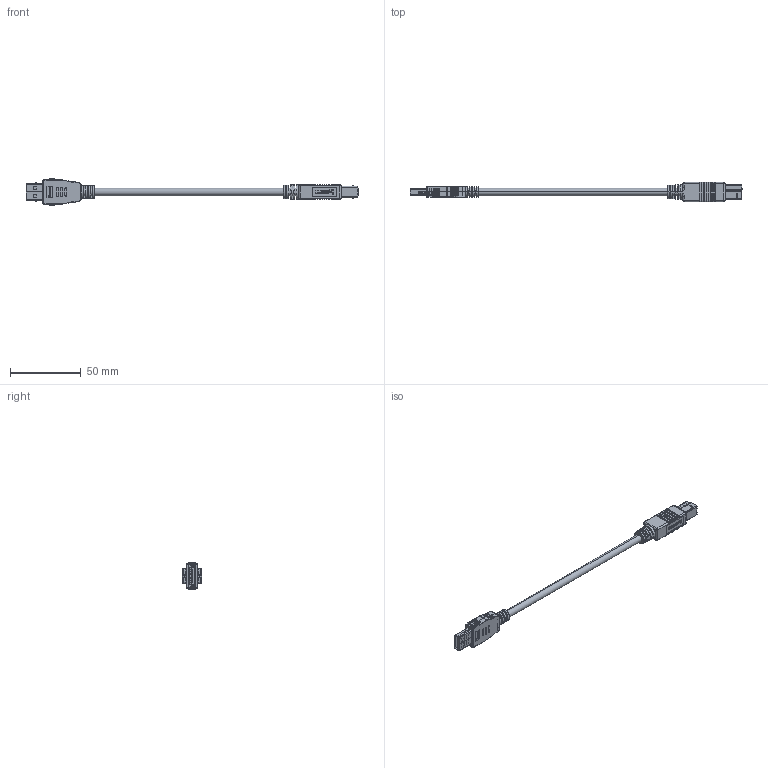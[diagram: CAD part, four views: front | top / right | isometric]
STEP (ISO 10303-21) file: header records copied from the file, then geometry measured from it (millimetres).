
FILE_DESCRIPTION (( 'STEP AP214' ), '1' );
FILE_NAME ('U3A00006_3D.STEP', '2020-04-02T22:14:44', ( '' ), ( '' ), 'SwSTEP 2.0', 'SolidWorks 2018', '' );
FILE_SCHEMA (( 'AUTOMOTIVE_DESIGN' ));
Length unit declared in the file: inch
Products named in the file (18): MTN-597; 1AA05-136-MA5___; 1AA05-136-MA3___; 1AA05-136-MA1___; 1AA05-136-MA2___; 1AA05-075-MA2___; U3A00006_3D; 1AA05-136-MA4___; 1AA05-136-MA7; 3AC08-027; 1AA05-136_WITH SR; 1AA05-075-MA1___; MTN-1038___; MTN-598_NO CBL; MTN-598_NO CABLE; 1AA05-136-MA6_Cable Clamp Cut; 1AA05-075-MA3_SR CRIMPED
Assembly tree (17 placements, depth 4):
  U3A00006_3D
    3AC08-027
    1AA05-136_WITH SR
      1AA05-136-MA5___
      1AA05-136-MA6_Cable Clamp Cut
      1AA05-136-MA1___
      1AA05-136-MA2___
      1AA05-136-MA3___
      1AA05-136-MA4___
      1AA05-136-MA7
      MTN-1038___
    MTN-598_NO CABLE
      MTN-597
        1AA05-075-MA1___
        MTN-597
      1AA05-075-MA2___
      1AA05-075-MA3_SR CRIMPED
      MTN-598_NO CBL
Bounding box: 234.85 x 13.5 x 18.7 mm (x, y, z)
Volume: 11854.9 mm3; surface area: 16885.3 mm2
Topology: 25 solids, 27 shells, 2934 faces, 7883 edges, 5015 vertices
Faces by surface type: plane 1829, cylinder 694, bspline 275, torus 116, sphere 18, cone 2
Entity records: 103072 total; most frequent: CARTESIAN_POINT 25429, ORIENTED_EDGE 15682, DIRECTION 14017, EDGE_CURVE 7841, LINE 5609, VECTOR 5609, VERTEX_POINT 5015, AXIS2_PLACEMENT_3D 4204
